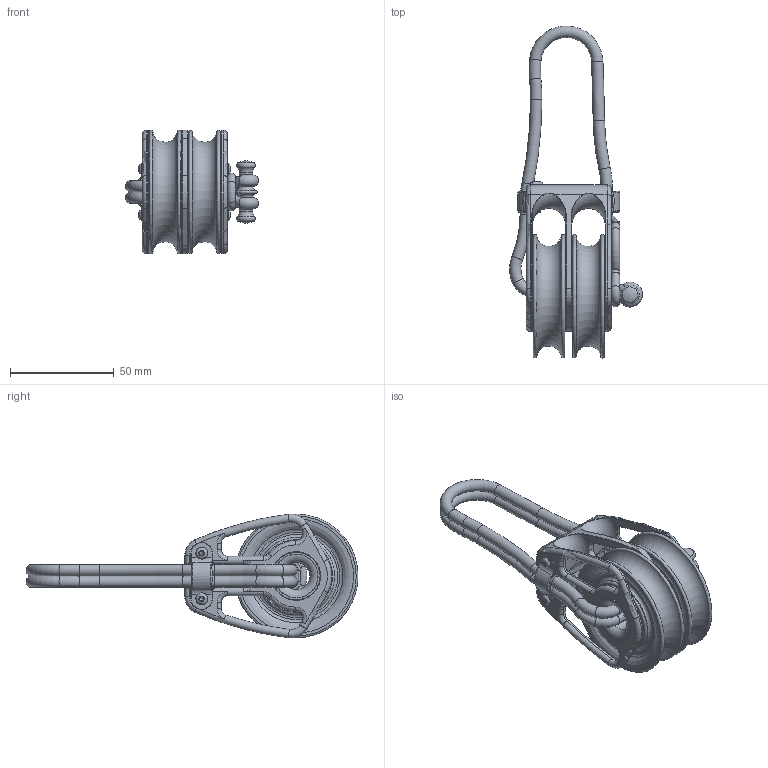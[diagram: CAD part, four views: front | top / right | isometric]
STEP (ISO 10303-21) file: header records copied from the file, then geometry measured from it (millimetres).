
FILE_DESCRIPTION(/* description */ (''),/* implementation_level */ '2;1');
FILE_NAME(/* name */ 'LS1062.stp',/* time_stamp */ '2020-01-24T18:15:10+01:00',/* author */ ('francesca'),/* organization */ (''),/* preprocessor_version */ 'ST-DEVELOPER v16.5',/* originating_system */ 'Autodesk Inventor 2017',/* authorisation */ '');
FILE_SCHEMA (('CONFIG_CONTROL_DESIGN'));
Length unit declared in the file: millimetre
Products named in the file (1): 17051105
Bounding box: 63.98 x 159.82 x 59.65 mm (x, y, z)
Volume: 100736.2 mm3; surface area: 49809.4 mm2
Topology: 2 solids, 14 shells, 1125 faces, 3482 edges, 2233 vertices
Faces by surface type: plane 429, torus 262, cylinder 258, sphere 118, bspline 38, cone 20
Full cylindrical faces by diameter (mm): 1 x2, 3 x4, 3.1 x4, 5.5 x6, 6.5 x2, 13.2 x1, 16 x4, 19.75 x4, 20.994 x2, 21 x2, 23 x2, 37 x4
Entity records: 40483 total; most frequent: CARTESIAN_POINT 10129, DIRECTION 6563, ORIENTED_EDGE 6338, EDGE_CURVE 3135, AXIS2_PLACEMENT_3D 2706, VERTEX_POINT 2060, EDGE_LOOP 1520, CIRCLE 1299
